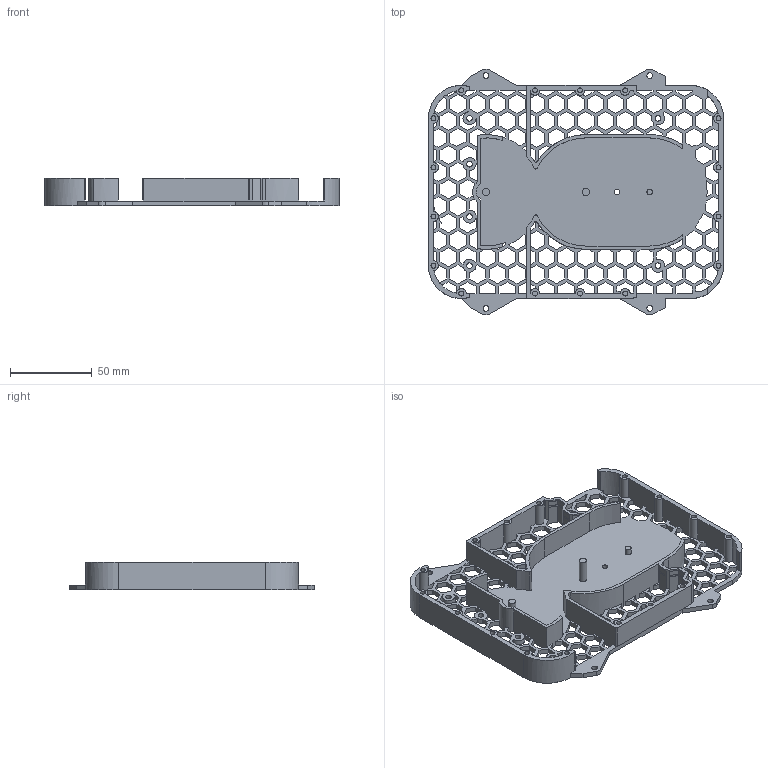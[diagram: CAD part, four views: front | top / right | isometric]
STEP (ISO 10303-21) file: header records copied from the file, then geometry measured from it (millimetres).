
FILE_DESCRIPTION(/* description */ (''),/* implementation_level */ '2;1');
FILE_NAME(/* name */ 'Main Frame.step',/* time_stamp */ '2024-09-11T13:48:08+02:00',/* author */ (''),/* organization */ (''),/* preprocessor_version */ 'ST-DEVELOPER v20',/* originating_system */ 'Autodesk Translation Framework v13.14.0.145',/* authorisation */ '');
FILE_SCHEMA (('AUTOMOTIVE_DESIGN { 1 0 10303 214 3 1 1 }'));
Length unit declared in the file: millimetre
Products named in the file (1): Main Frame
Bounding box: 180 x 150.11 x 17 mm (x, y, z)
Volume: 79715.8 mm3; surface area: 72795 mm2
Topology: 1 solids, 17 shells, 1085 faces, 3313 edges, 2194 vertices
Faces by surface type: plane 938, cylinder 147
Full cylindrical faces by diameter (mm): 3 x32, 3.5 x12, 4.5 x2
Entity records: 37226 total; most frequent: ORIENTED_EDGE 6626, CARTESIAN_POINT 6593, DIRECTION 5873, EDGE_CURVE 3313, LINE 2925, VECTOR 2925, VERTEX_POINT 2194, AXIS2_PLACEMENT_3D 1474
